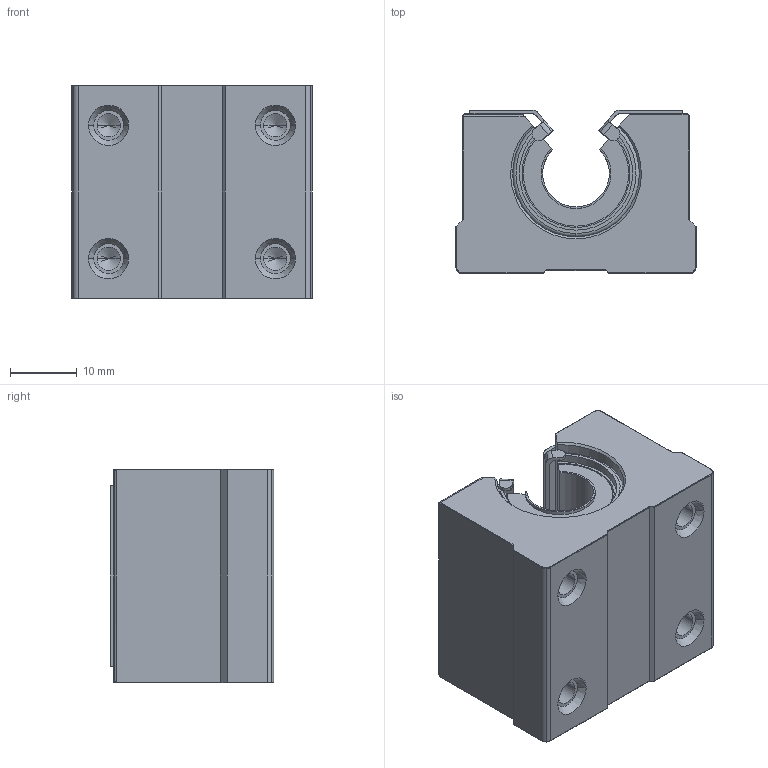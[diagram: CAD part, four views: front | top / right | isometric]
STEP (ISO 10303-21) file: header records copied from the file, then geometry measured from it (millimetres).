
FILE_DESCRIPTION (( 'STEP AP214' ), '1' );
FILE_NAME ('B446 Ëèíåéíûé ïîäøèïíèê SBR äëÿ âàëîâ 10 ìì.STEP', '2024-03-06T12:52:51', ( '' ), ( '' ), 'SwSTEP 2.0', 'SolidWorks 2022', '' );
FILE_SCHEMA (( 'AUTOMOTIVE_DESIGN' ));
Length unit declared in the file: millimetre
Products named in the file (1): B446 Линейный подшипник SBR для валов 10 мм
Bounding box: 36 x 24.5 x 32 mm (x, y, z)
Volume: 20971.8 mm3; surface area: 13271.6 mm2
Topology: 5 solids, 5 shells, 325 faces, 865 edges, 560 vertices
Faces by surface type: cylinder 150, plane 127, cone 28, torus 18, bspline 2
Entity records: 13818 total; most frequent: CARTESIAN_POINT 2039, DIRECTION 1763, ORIENTED_EDGE 1710, EDGE_CURVE 855, AXIS2_PLACEMENT_3D 644, VERTEX_POINT 560, VECTOR 475, LINE 475
